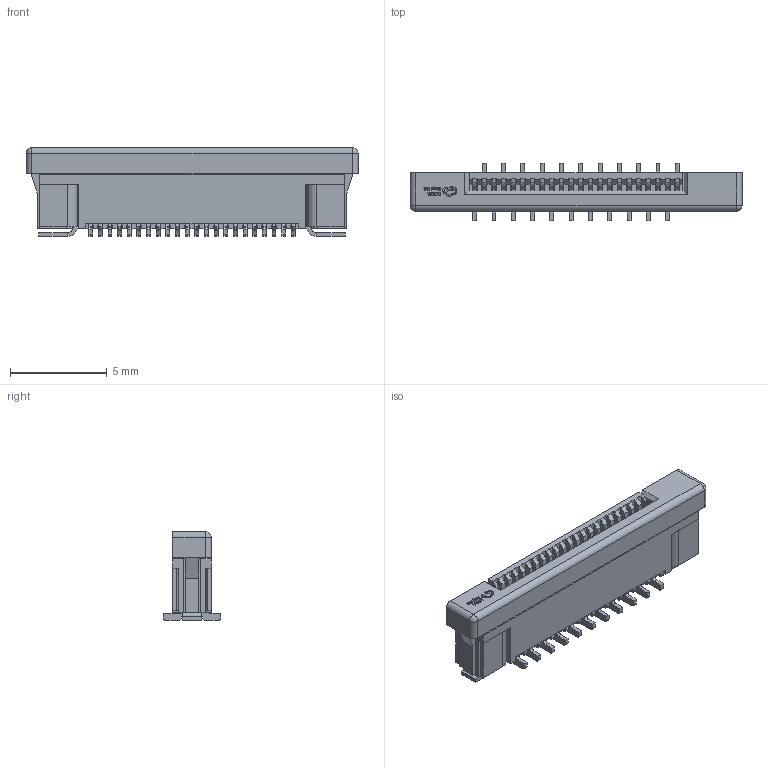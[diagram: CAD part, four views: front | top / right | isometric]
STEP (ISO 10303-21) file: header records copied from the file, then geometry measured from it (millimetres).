
FILE_DESCRIPTION(('FreeCAD Model'),'2;1');
FILE_NAME('Open CASCADE Shape Model','2025-06-01T10:47:07',('Author'),( ''),'Open CASCADE STEP processor 7.7','FreeCAD','Unknown');
FILE_SCHEMA(('AUTOMOTIVE_DESIGN { 1 0 10303 214 1 1 1 1 }'));
Length unit declared in the file: millimetre
Products named in the file (27): FPC1~FPC-SMD_F0503-ZV-22-20T-R~FPC-SMD_F0503-ZV-22-20T-R~b6Vd; FPC-SMD_F0503-ZV-22-20T-R~FPC-SMD_F0503-ZV-22-20T-R~b6Vd025; FPC-SMD_F0503-ZV-22-20T-R~FPC-SMD_F0503-ZV-22-20T-R~b6Vd; FPC-SMD_F0503-ZV-22-20T-R~FPC-SMD_F0503-ZV-22-20T-R~b6Vd001; FPC-SMD_F0503-ZV-22-20T-R~FPC-SMD_F0503-ZV-22-20T-R~b6Vd002; FPC-SMD_F0503-ZV-22-20T-R~FPC-SMD_F0503-ZV-22-20T-R~b6Vd003; FPC-SMD_F0503-ZV-22-20T-R~FPC-SMD_F0503-ZV-22-20T-R~b6Vd004; FPC-SMD_F0503-ZV-22-20T-R~FPC-SMD_F0503-ZV-22-20T-R~b6Vd005; FPC-SMD_F0503-ZV-22-20T-R~FPC-SMD_F0503-ZV-22-20T-R~b6Vd006; FPC-SMD_F0503-ZV-22-20T-R~FPC-SMD_F0503-ZV-22-20T-R~b6Vd007; FPC-SMD_F0503-ZV-22-20T-R~FPC-SMD_F0503-ZV-22-20T-R~b6Vd008; FPC-SMD_F0503-ZV-22-20T-R~FPC-SMD_F0503-ZV-22-20T-R~b6Vd009; FPC-SMD_F0503-ZV-22-20T-R~FPC-SMD_F0503-ZV-22-20T-R~b6Vd010; FPC-SMD_F0503-ZV-22-20T-R~FPC-SMD_F0503-ZV-22-20T-R~b6Vd011; FPC-SMD_F0503-ZV-22-20T-R~FPC-SMD_F0503-ZV-22-20T-R~b6Vd012; FPC-SMD_F0503-ZV-22-20T-R~FPC-SMD_F0503-ZV-22-20T-R~b6Vd013; FPC-SMD_F0503-ZV-22-20T-R~FPC-SMD_F0503-ZV-22-20T-R~b6Vd014; FPC-SMD_F0503-ZV-22-20T-R~FPC-SMD_F0503-ZV-22-20T-R~b6Vd015; FPC-SMD_F0503-ZV-22-20T-R~FPC-SMD_F0503-ZV-22-20T-R~b6Vd016; FPC-SMD_F0503-ZV-22-20T-R~FPC-SMD_F0503-ZV-22-20T-R~b6Vd017; FPC-SMD_F0503-ZV-22-20T-R~FPC-SMD_F0503-ZV-22-20T-R~b6Vd018; FPC-SMD_F0503-ZV-22-20T-R~FPC-SMD_F0503-ZV-22-20T-R~b6Vd019; FPC-SMD_F0503-ZV-22-20T-R~FPC-SMD_F0503-ZV-22-20T-R~b6Vd020; FPC-SMD_F0503-ZV-22-20T-R~FPC-SMD_F0503-ZV-22-20T-R~b6Vd021; FPC-SMD_F0503-ZV-22-20T-R~FPC-SMD_F0503-ZV-22-20T-R~b6Vd022; FPC-SMD_F0503-ZV-22-20T-R~FPC-SMD_F0503-ZV-22-20T-R~b6Vd023; FPC-SMD_F0503-ZV-22-20T-R~FPC-SMD_F0503-ZV-22-20T-R~b6Vd024
Assembly tree (26 placements, depth 3):
  FPC1~FPC-SMD_F0503-ZV-22-20T-R~FPC-SMD_F0503-ZV-22-20T-R~b6Vd
    FPC-SMD_F0503-ZV-22-20T-R~FPC-SMD_F0503-ZV-22-20T-R~b6Vd025
      FPC-SMD_F0503-ZV-22-20T-R~FPC-SMD_F0503-ZV-22-20T-R~b6Vd
      FPC-SMD_F0503-ZV-22-20T-R~FPC-SMD_F0503-ZV-22-20T-R~b6Vd001
      FPC-SMD_F0503-ZV-22-20T-R~FPC-SMD_F0503-ZV-22-20T-R~b6Vd002
      FPC-SMD_F0503-ZV-22-20T-R~FPC-SMD_F0503-ZV-22-20T-R~b6Vd003
      FPC-SMD_F0503-ZV-22-20T-R~FPC-SMD_F0503-ZV-22-20T-R~b6Vd004
      FPC-SMD_F0503-ZV-22-20T-R~FPC-SMD_F0503-ZV-22-20T-R~b6Vd005
      FPC-SMD_F0503-ZV-22-20T-R~FPC-SMD_F0503-ZV-22-20T-R~b6Vd006
      FPC-SMD_F0503-ZV-22-20T-R~FPC-SMD_F0503-ZV-22-20T-R~b6Vd007
      FPC-SMD_F0503-ZV-22-20T-R~FPC-SMD_F0503-ZV-22-20T-R~b6Vd008
      FPC-SMD_F0503-ZV-22-20T-R~FPC-SMD_F0503-ZV-22-20T-R~b6Vd009
      FPC-SMD_F0503-ZV-22-20T-R~FPC-SMD_F0503-ZV-22-20T-R~b6Vd010
      FPC-SMD_F0503-ZV-22-20T-R~FPC-SMD_F0503-ZV-22-20T-R~b6Vd011
      FPC-SMD_F0503-ZV-22-20T-R~FPC-SMD_F0503-ZV-22-20T-R~b6Vd012
      FPC-SMD_F0503-ZV-22-20T-R~FPC-SMD_F0503-ZV-22-20T-R~b6Vd013
      FPC-SMD_F0503-ZV-22-20T-R~FPC-SMD_F0503-ZV-22-20T-R~b6Vd014
      FPC-SMD_F0503-ZV-22-20T-R~FPC-SMD_F0503-ZV-22-20T-R~b6Vd015
      FPC-SMD_F0503-ZV-22-20T-R~FPC-SMD_F0503-ZV-22-20T-R~b6Vd016
      FPC-SMD_F0503-ZV-22-20T-R~FPC-SMD_F0503-ZV-22-20T-R~b6Vd017
      FPC-SMD_F0503-ZV-22-20T-R~FPC-SMD_F0503-ZV-22-20T-R~b6Vd018
      FPC-SMD_F0503-ZV-22-20T-R~FPC-SMD_F0503-ZV-22-20T-R~b6Vd019
      FPC-SMD_F0503-ZV-22-20T-R~FPC-SMD_F0503-ZV-22-20T-R~b6Vd020
      FPC-SMD_F0503-ZV-22-20T-R~FPC-SMD_F0503-ZV-22-20T-R~b6Vd021
      FPC-SMD_F0503-ZV-22-20T-R~FPC-SMD_F0503-ZV-22-20T-R~b6Vd022
      FPC-SMD_F0503-ZV-22-20T-R~FPC-SMD_F0503-ZV-22-20T-R~b6Vd023
      FPC-SMD_F0503-ZV-22-20T-R~FPC-SMD_F0503-ZV-22-20T-R~b6Vd024
Bounding box: 17.2 x 2.96 x 4.61 mm (x, y, z)
Volume: 107.7 mm3; surface area: 759.9 mm2
Topology: 25 solids, 25 shells, 1595 faces, 4542 edges, 2978 vertices
Faces by surface type: plane 1107, cylinder 340, bspline 146, sphere 2
Entity records: 59504 total; most frequent: CARTESIAN_POINT 12750, ORIENTED_EDGE 9080, DIRECTION 7876, EDGE_CURVE 4540, LINE 3564, VECTOR 3564, VERTEX_POINT 2978, AXIS2_PLACEMENT_3D 2156
